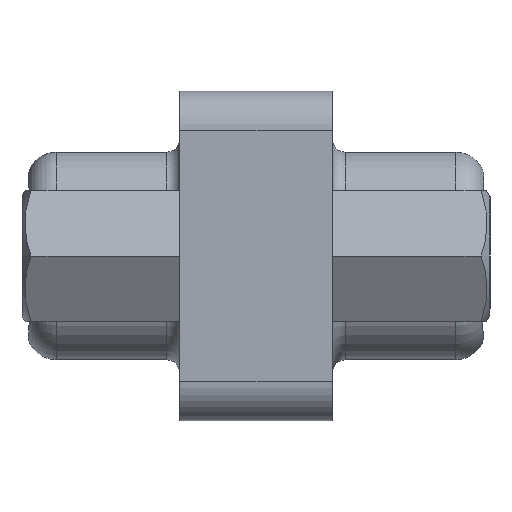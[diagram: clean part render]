
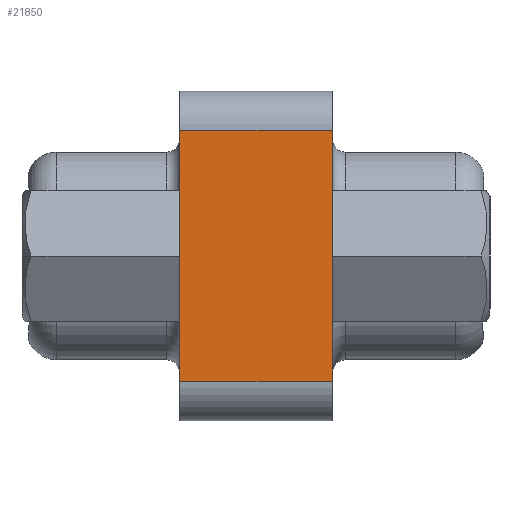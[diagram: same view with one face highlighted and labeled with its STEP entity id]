
A CAD part, left-side view. The second image highlights one B-rep face of the part: STEP entity #21850.
In plain terms, the highlighted face is planar.
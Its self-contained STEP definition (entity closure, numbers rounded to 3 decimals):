
#4390=CARTESIAN_POINT('',(-81.99,-134.585,10.23));
#4400=VERTEX_POINT('',#4390);
#4430=CARTESIAN_POINT('',(-81.99,86.126,10.23));
#4440=DIRECTION('',(0.,-1.,0.));
#4450=VECTOR('',#4440,1.);
#4460=LINE('',#4430,#4450);
#4470=CARTESIAN_POINT('',(-81.99,-125.035,10.23));
#4480=VERTEX_POINT('',#4470);
#4490=EDGE_CURVE('',#4480,#4400,#4460,.T.);
#13070=CARTESIAN_POINT('',(-81.99,-125.035,16.03))
;
#13080=VERTEX_POINT('',#13070);
#13110=CARTESIAN_POINT('',(-81.99,86.126,16.03)
);
#13120=DIRECTION('',(0.,1.,0.));
#13130=VECTOR('',#13120,1.);
#13140=LINE('',#13110,#13130);
#13150=CARTESIAN_POINT('',(-81.99,-134.585,16.03))
;
#13160=VERTEX_POINT('',#13150);
#13170=EDGE_CURVE('',#13160,#13080,#13140,.T.);
#19800=CARTESIAN_POINT('',(-81.99,-125.035,-2.89)
);
#19810=DIRECTION('',(0.,0.,1.));
#19820=VECTOR('',#19810,1.);
#19830=LINE('',#19800,#19820);
#19840=EDGE_CURVE('',#4480,#13080,#19830,.T.);
#21690=CARTESIAN_POINT('',(-81.99,-125.535,10.99));
#21700=DIRECTION('',(-1.,0.,0.));
#21710=DIRECTION('',(0.,-1.,0.));
#21720=AXIS2_PLACEMENT_3D('',#21690,#21700,#21710);
#21730=PLANE('',#21720);
#21740=ORIENTED_EDGE('',*,*,#13170,.F.);
#21750=ORIENTED_EDGE('',*,*,#19840,.T.);
#21760=ORIENTED_EDGE('',*,*,#4490,.F.);
#21770=CARTESIAN_POINT('',(-81.99,-134.585,-2.89)
);
#21780=DIRECTION('',(0.,0.,-1.));
#21790=VECTOR('',#21780,1.);
#21800=LINE('',#21770,#21790);
#21810=EDGE_CURVE('',#13160,#4400,#21800,.T.);
#21820=ORIENTED_EDGE('',*,*,#21810,.T.);
#21830=EDGE_LOOP('',(#21820,#21760,#21750,#21740));
#21840=FACE_OUTER_BOUND('',#21830,.T.);
#21850=ADVANCED_FACE('',(#21840),#21730,.F.);
